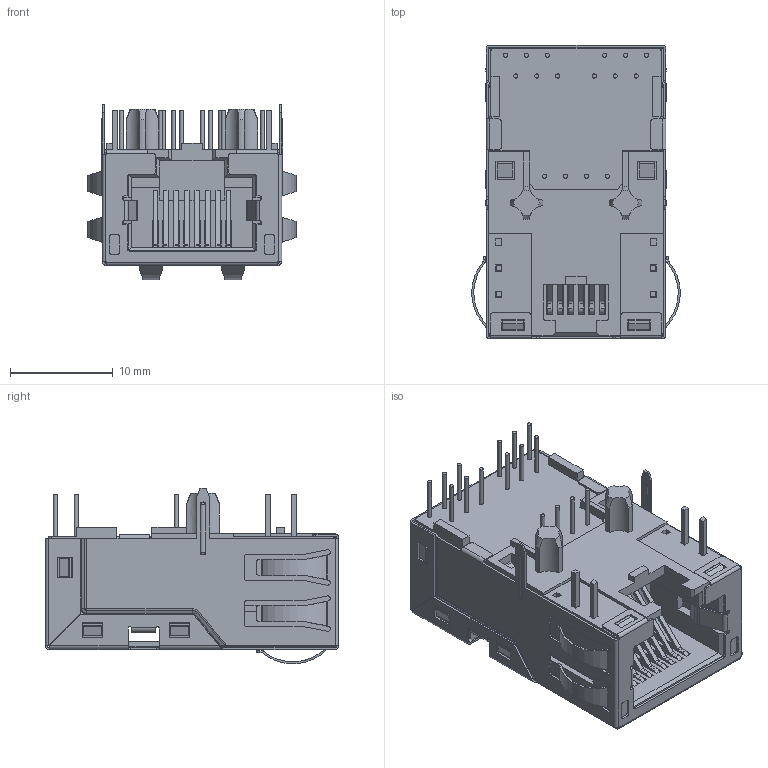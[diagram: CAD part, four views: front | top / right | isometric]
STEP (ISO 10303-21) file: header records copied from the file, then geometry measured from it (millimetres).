
FILE_DESCRIPTION(/* description */ ('Unknown'),/* implementation_level */ '2;1');
FILE_NAME(/* name */ 'T_Wurth_WE-RJ45LAN_10G_7499811120',/* time_stamp */ '2025-08-21T10:15:33+08:00',/* author */ ('Unknown'),/* organization */ ('Unknown'),/* preprocessor_version */ 'ST-DEVELOPER v19.4',/* originating_system */ 'Solid Edge',/* authorisation */ 'Unknown');
FILE_SCHEMA (('AUTOMOTIVE_DESIGN {1 0 10303 214 3 1 1}'));
Products named in the file (2): T_Wurth_WE-RJ45LAN_10G_7499811120
Assembly tree (1 placements, depth 2):
  T_Wurth_WE-RJ45LAN_10G_7499811120
    T_Wurth_WE-RJ45LAN_10G_7499811120
Bounding box: 20.32 x 28.57 x 17.12 mm (x, y, z)
Volume: 3810.3 mm3; surface area: 7440.9 mm2
Topology: 1 solids, 17 shells, 1741 faces, 4897 edges, 3181 vertices
Faces by surface type: plane 1193, cylinder 429, bspline 49, cone 32, torus 30, sphere 8
Full cylindrical faces by diameter (mm): 0.4 x44, 0.6 x12, 0.7 x4, 0.9 x2
Entity records: 68876 total; most frequent: CARTESIAN_POINT 12028, ORIENTED_EDGE 9544, DIRECTION 8744, EDGE_CURVE 4772, LINE 3558, VECTOR 3558, VERTEX_POINT 3138, AXIS2_PLACEMENT_3D 2593
